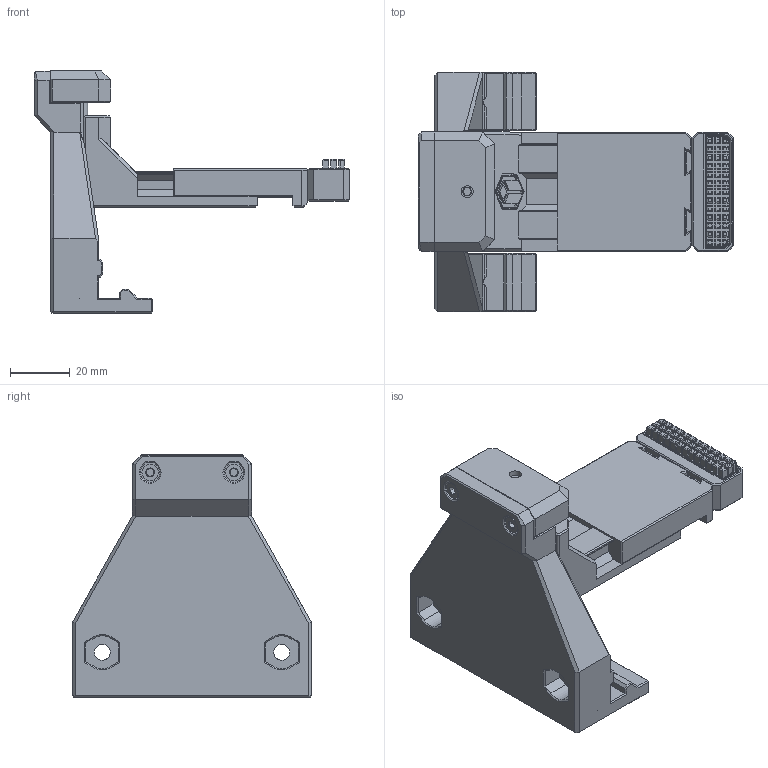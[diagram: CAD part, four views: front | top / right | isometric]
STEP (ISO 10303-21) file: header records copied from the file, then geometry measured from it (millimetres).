
FILE_DESCRIPTION(/* description */ (''),/* implementation_level */ '2;1');
FILE_NAME(/* name */ 'AT Brush v2.step',/* time_stamp */ '2026-01-19T12:05:25-05:00',/* author */ (''),/* organization */ (''),/* preprocessor_version */ 'ST-DEVELOPER v20.1',/* originating_system */ 'Autodesk Translation Framework v14.21.0.0',/* authorisation */ '');
FILE_SCHEMA (('AUTOMOTIVE_DESIGN { 1 0 10303 214 3 1 1 }'));
Products named in the file (18): AT Brush; Front Arm; front_arm_slide; M3x30 SHCS; M3 Shim Washer; front_arm_base; 94205A220_316 Stainless Steel Nylon-Insert Locknut; a1_brush_mount; A1 Brush; Rear mount; M3 Threaded Insert (6); M3x30 SHCS_1; M3x30 SHCS_3; M3 Shim Washer_1; Mount; Mount_Lower; M3 Threaded Insert (4); M3x30 SHCS_2
Assembly tree (17 placements, depth 4):
  AT Brush
    Front Arm
      front_arm_slide
        M3x30 SHCS
        M3 Shim Washer
      front_arm_base
        94205A220_316 Stainless Steel Nylon-Insert Locknut
      a1_brush_mount
        A1 Brush
    Rear mount
      M3 Threaded Insert (6)
      M3x30 SHCS_1
      M3x30 SHCS_3
      M3 Shim Washer_1
      Mount
      Mount_Lower
      M3 Threaded Insert (4)
      M3x30 SHCS_2
Bounding box: 105.5 x 80 x 81 mm (x, y, z)
Volume: 107155.3 mm3; surface area: 47246.8 mm2
Topology: 16 solids, 16 shells, 1452 faces, 3626 edges, 2272 vertices
Faces by surface type: plane 868, cylinder 323, bspline 158, cone 96, torus 7
Full cylindrical faces by diameter (mm): 2.35 x6, 2.9 x2, 3 x10, 3.2 x4, 3.4 x2, 3.456 x1, 4 x1, 4.1 x2, 4.25 x4, 4.65 x2, 5.4 x2, 5.5 x4, 7 x2
Entity records: 54229 total; most frequent: CARTESIAN_POINT 19811, ORIENTED_EDGE 7244, DIRECTION 6664, EDGE_CURVE 3622, LINE 2446, VECTOR 2446, VERTEX_POINT 2272, AXIS2_PLACEMENT_3D 2109
